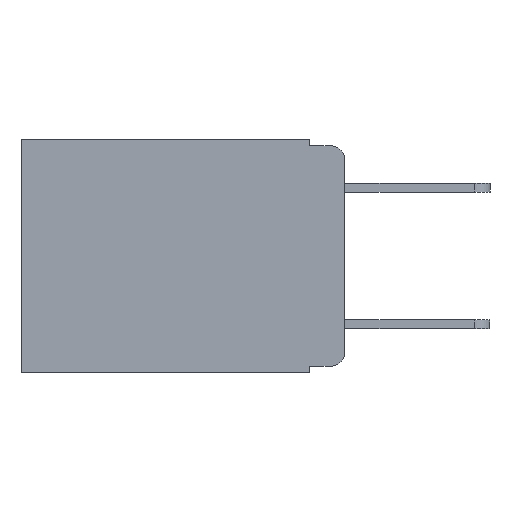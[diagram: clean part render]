
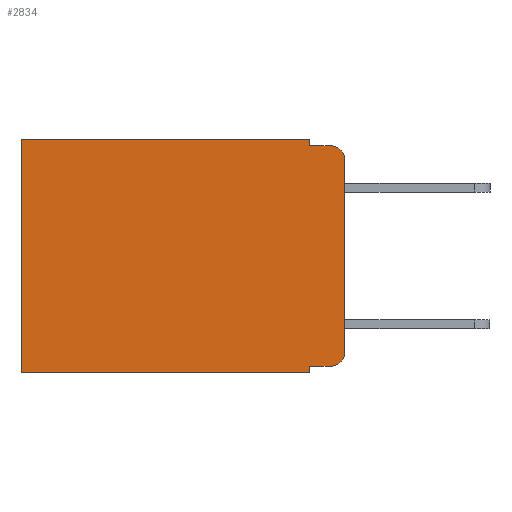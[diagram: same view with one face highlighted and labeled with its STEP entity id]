
A CAD part, left-side view. The second image highlights one B-rep face of the part: STEP entity #2834.
In plain terms, the highlighted planar face has unit normal (-1, 0, 0).
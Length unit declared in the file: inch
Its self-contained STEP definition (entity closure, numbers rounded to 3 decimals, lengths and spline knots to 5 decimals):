
#301 = ORIENTED_EDGE ( 'NONE', *, *, #19638, .T. ) ;
#528 = LINE ( 'NONE', #14793, #5884 ) ;
#904 = LINE ( 'NONE', #3966, #21635 ) ;
#1034 = EDGE_CURVE ( 'NONE', #5903, #6607, #528, .T. ) ;
#1397 = ORIENTED_EDGE ( 'NONE', *, *, #14720, .T. ) ;
#2359 = EDGE_CURVE ( 'NONE', #11476, #17353, #7165, .T. ) ;
#2410 = LINE ( 'NONE', #24387, #11140 ) ;
#2529 = CIRCLE ( 'NONE', #17201, 0.02 ) ;
#2834 = ADVANCED_FACE ( 'NONE', ( #12369 ), #7691, .F. ) ;
#3318 = ORIENTED_EDGE ( 'NONE', *, *, #8064, .T. ) ;
#3453 = CARTESIAN_POINT ( 'NONE',  ( 0.298, 0.051, -0.01 ) ) ;
#3575 = LINE ( 'NONE', #23725, #8909 ) ;
#3966 = CARTESIAN_POINT ( 'NONE',  ( 0.298, 0., 0. ) ) ;
#4088 = LINE ( 'NONE', #12721, #24017 ) ;
#4199 = ORIENTED_EDGE ( 'NONE', *, *, #22463, .F. ) ;
#5884 = VECTOR ( 'NONE', #10948, 39.37008 ) ;
#5903 = VERTEX_POINT ( 'NONE', #23285 ) ;
#6607 = VERTEX_POINT ( 'NONE', #13806 ) ;
#6729 = VERTEX_POINT ( 'NONE', #23576 ) ;
#7095 = LINE ( 'NONE', #14266, #16802 ) ;
#7165 = CIRCLE ( 'NONE', #15395, 0.02 ) ;
#7691 = PLANE ( 'NONE',  #21268 ) ;
#7780 = LINE ( 'NONE', #24731, #22446 ) ;
#7827 = ORIENTED_EDGE ( 'NONE', *, *, #1034, .F. ) ;
#8064 = EDGE_CURVE ( 'NONE', #20850, #6607, #4088, .T. ) ;
#8461 = DIRECTION ( 'NONE',  ( -1., 0., 0. ) ) ;
#8548 = VERTEX_POINT ( 'NONE', #20854 ) ;
#8909 = VECTOR ( 'NONE', #10411, 39.37008 ) ;
#8961 = DIRECTION ( 'NONE',  ( -1., 0., 0. ) ) ;
#9132 = DIRECTION ( 'NONE',  ( 0., -1., 0. ) ) ;
#9581 = DIRECTION ( 'NONE',  ( 1., 0., 0. ) ) ;
#9629 = VECTOR ( 'NONE', #13897, 39.37008 ) ;
#9967 = VERTEX_POINT ( 'NONE', #23135 ) ;
#10411 = DIRECTION ( 'NONE',  ( 0., 0., -1. ) ) ;
#10520 = CARTESIAN_POINT ( 'NONE',  ( 0.298, 0., -0.03 ) ) ;
#10948 = DIRECTION ( 'NONE',  ( 0., 1., 0. ) ) ;
#11082 = ORIENTED_EDGE ( 'NONE', *, *, #21118, .T. ) ;
#11140 = VECTOR ( 'NONE', #9132, 39.37008 ) ;
#11476 = VERTEX_POINT ( 'NONE', #22077 ) ;
#11547 = CARTESIAN_POINT ( 'NONE',  ( 0.298, 0., 0. ) ) ;
#11634 = ORIENTED_EDGE ( 'NONE', *, *, #20132, .F. ) ;
#12004 = EDGE_CURVE ( 'NONE', #6729, #5903, #3575, .T. ) ;
#12046 = EDGE_LOOP ( 'NONE', ( #4199, #1397, #21764, #11634, #11082, #3318, #7827, #22962, #301, #20700 ) ) ;
#12369 = FACE_OUTER_BOUND ( 'NONE', #12046, .T. ) ;
#12721 = CARTESIAN_POINT ( 'NONE',  ( 0.298, 0.473, 0. ) ) ;
#12968 = CARTESIAN_POINT ( 'NONE',  ( 0.298, 0.473, 0. ) ) ;
#13806 = CARTESIAN_POINT ( 'NONE',  ( 0.298, 0.473, -0.343 ) ) ;
#13897 = DIRECTION ( 'NONE',  ( 0., 0., -1. ) ) ;
#14266 = CARTESIAN_POINT ( 'NONE',  ( 0.298, 0.051, 0. ) ) ;
#14720 = EDGE_CURVE ( 'NONE', #19329, #9967, #2529, .T. ) ;
#14793 = CARTESIAN_POINT ( 'NONE',  ( 0.298, 0., -0.343 ) ) ;
#15300 = DIRECTION ( 'NONE',  ( 0., 0., -1. ) ) ;
#15395 = AXIS2_PLACEMENT_3D ( 'NONE', #19920, #8461, #21817 ) ;
#16671 = VERTEX_POINT ( 'NONE', #3453 ) ;
#16802 = VECTOR ( 'NONE', #18084, 39.37008 ) ;
#17201 = AXIS2_PLACEMENT_3D ( 'NONE', #20406, #8961, #22327 ) ;
#17353 = VERTEX_POINT ( 'NONE', #24374 ) ;
#17616 = DIRECTION ( 'NONE',  ( 0., 1., 0. ) ) ;
#18084 = DIRECTION ( 'NONE',  ( 0., 0., -1. ) ) ;
#19329 = VERTEX_POINT ( 'NONE', #10520 ) ;
#19638 = EDGE_CURVE ( 'NONE', #6729, #11476, #7780, .T. ) ;
#19720 = EDGE_CURVE ( 'NONE', #16671, #9967, #2410, .T. ) ;
#19920 = CARTESIAN_POINT ( 'NONE',  ( 0.298, 0.02, -0.313 ) ) ;
#20132 = EDGE_CURVE ( 'NONE', #8548, #16671, #7095, .T. ) ;
#20406 = CARTESIAN_POINT ( 'NONE',  ( 0.298, 0.02, -0.03 ) ) ;
#20700 = ORIENTED_EDGE ( 'NONE', *, *, #2359, .T. ) ;
#20850 = VERTEX_POINT ( 'NONE', #12968 ) ;
#20854 = CARTESIAN_POINT ( 'NONE',  ( 0.298, 0.051, 0. ) ) ;
#20992 = DIRECTION ( 'NONE',  ( 0., -1., 0. ) ) ;
#21118 = EDGE_CURVE ( 'NONE', #8548, #20850, #904, .T. ) ;
#21268 = AXIS2_PLACEMENT_3D ( 'NONE', #11547, #9581, #15300 ) ;
#21635 = VECTOR ( 'NONE', #17616, 39.37008 ) ;
#21764 = ORIENTED_EDGE ( 'NONE', *, *, #19720, .F. ) ;
#21817 = DIRECTION ( 'NONE',  ( 0., 0., -1. ) ) ;
#22077 = CARTESIAN_POINT ( 'NONE',  ( 0.298, 0.02, -0.333 ) ) ;
#22327 = DIRECTION ( 'NONE',  ( 0., 0., -1. ) ) ;
#22446 = VECTOR ( 'NONE', #20992, 39.37008 ) ;
#22463 = EDGE_CURVE ( 'NONE', #19329, #17353, #24819, .T. ) ;
#22962 = ORIENTED_EDGE ( 'NONE', *, *, #12004, .F. ) ;
#23135 = CARTESIAN_POINT ( 'NONE',  ( 0.298, 0.02, -0.01 ) ) ;
#23285 = CARTESIAN_POINT ( 'NONE',  ( 0.298, 0.051, -0.343 ) ) ;
#23340 = CARTESIAN_POINT ( 'NONE',  ( 0.298, 0., 0. ) ) ;
#23576 = CARTESIAN_POINT ( 'NONE',  ( 0.298, 0.051, -0.333 ) ) ;
#23725 = CARTESIAN_POINT ( 'NONE',  ( 0.298, 0.051, 0. ) ) ;
#24017 = VECTOR ( 'NONE', #24087, 39.37008 ) ;
#24087 = DIRECTION ( 'NONE',  ( 0., 0., -1. ) ) ;
#24374 = CARTESIAN_POINT ( 'NONE',  ( 0.298, 0., -0.313 ) ) ;
#24387 = CARTESIAN_POINT ( 'NONE',  ( 0.298, 0.051, -0.01 ) ) ;
#24731 = CARTESIAN_POINT ( 'NONE',  ( 0.298, 0.051, -0.333 ) ) ;
#24819 = LINE ( 'NONE', #23340, #9629 ) ;
